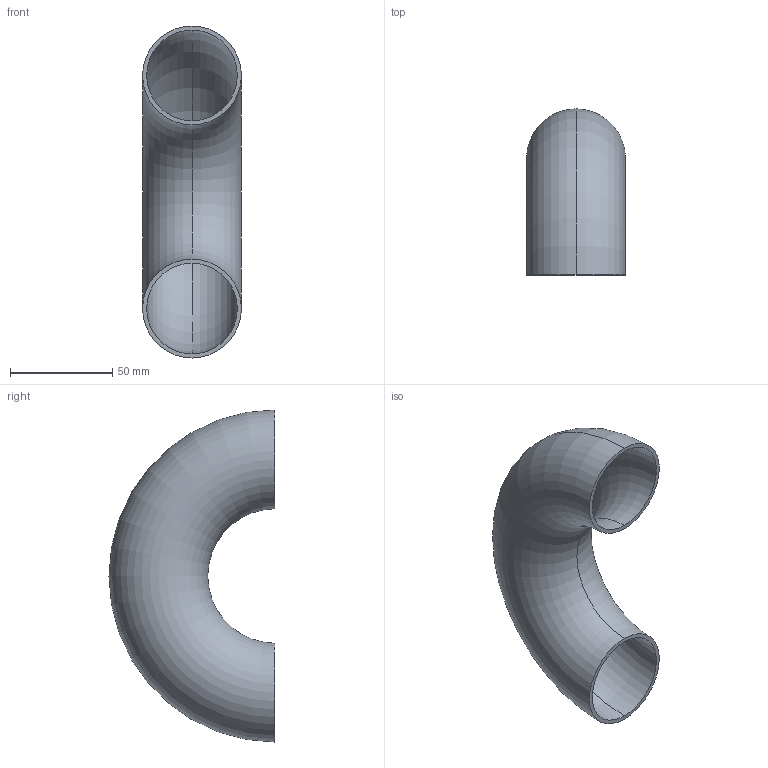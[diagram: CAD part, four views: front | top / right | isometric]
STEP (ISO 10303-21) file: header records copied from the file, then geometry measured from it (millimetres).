
FILE_DESCRIPTION (( 'STEP AP203' ), '1' );
FILE_NAME ('55175-240.step', '2018-12-17T10:23:47', ( '' ), ( '' ), 'SwSTEP 2.0', 'SolidWorks 2015', '' );
FILE_SCHEMA (( 'CONFIG_CONTROL_DESIGN' ));
Length unit declared in the file: millimetre
Products named in the file (1): 55175-240
Bounding box: 48.3 x 81.15 x 162.3 mm (x, y, z)
Volume: 52093.2 mm3; surface area: 52684.9 mm2
Topology: 1 solids, 1 shells, 222 faces, 594 edges, 396 vertices
Faces by surface type: plane 109, bspline 87, torus 26
Entity records: 10962 total; most frequent: CARTESIAN_POINT 6341, ORIENTED_EDGE 1188, EDGE_CURVE 594, DIRECTION 490, VERTEX_POINT 396, B_SPLINE_CURVE_WITH_KNOTS 388, EDGE_LOOP 246, ADVANCED_FACE 222
